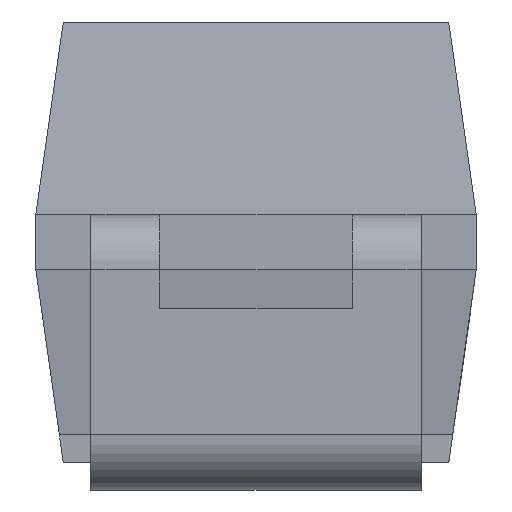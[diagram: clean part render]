
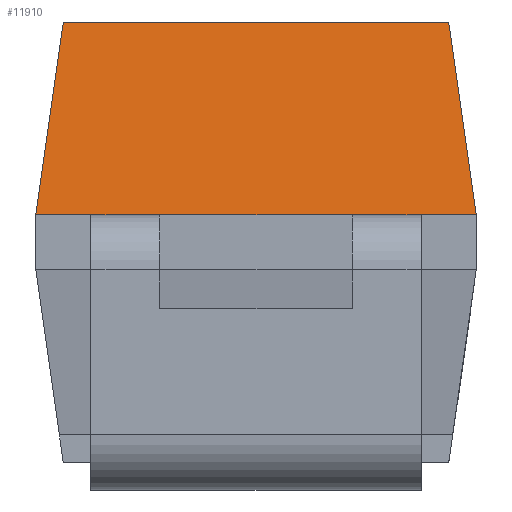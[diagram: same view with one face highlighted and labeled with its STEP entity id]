
A CAD part, left-side view. The second image highlights one B-rep face of the part: STEP entity #11910.
In plain terms, the highlighted planar face has unit normal (-0.99, 0, 0.141).
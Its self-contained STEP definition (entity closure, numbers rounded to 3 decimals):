
#240 = VECTOR ( 'NONE', #8921, 1000. ) ;
#335 = CARTESIAN_POINT ( 'NONE',  ( -1.286, -0.686, 0.896 ) ) ;
#654 = CARTESIAN_POINT ( 'NONE',  ( -1.4, 0.8, 0.1 ) ) ;
#999 = VECTOR ( 'NONE', #3488, 1000. ) ;
#1210 = CARTESIAN_POINT ( 'NONE',  ( -1.4, -0.8, 0.1 ) ) ;
#1329 = VERTEX_POINT ( 'NONE', #3846 ) ;
#1524 = EDGE_CURVE ( 'NONE', #5237, #1329, #8814, .T. ) ;
#1550 = VERTEX_POINT ( 'NONE', #9490 ) ;
#2223 = VERTEX_POINT ( 'NONE', #6725 ) ;
#2269 = DIRECTION ( 'NONE',  ( -0.99, 0., 0.141 ) ) ;
#2431 = ORIENTED_EDGE ( 'NONE', *, *, #8157, .F. ) ;
#2456 = PLANE ( 'NONE',  #9560 ) ;
#2476 = EDGE_CURVE ( 'NONE', #3944, #1329, #12925, .T. ) ;
#2712 = VECTOR ( 'NONE', #9499, 1000. ) ;
#2843 = CARTESIAN_POINT ( 'NONE',  ( -1.4, -0.6, 0.1 ) ) ;
#2943 = CARTESIAN_POINT ( 'NONE',  ( -1.3, -0.7, 0.8 ) ) ;
#3164 = DIRECTION ( 'NONE',  ( 0., 1., 0. ) ) ;
#3410 = VECTOR ( 'NONE', #8194, 1000. ) ;
#3446 = CARTESIAN_POINT ( 'NONE',  ( -1.3, 0., 0.8 ) ) ;
#3488 = DIRECTION ( 'NONE',  ( -0.14, 0.14, -0.98 ) ) ;
#3539 = CARTESIAN_POINT ( 'NONE',  ( -1.4, 0.6, 0.1 ) ) ;
#3755 = EDGE_CURVE ( 'NONE', #13272, #2223, #8791, .T. ) ;
#3846 = CARTESIAN_POINT ( 'NONE',  ( -1.4, 0.8, 0.1 ) ) ;
#3944 = VERTEX_POINT ( 'NONE', #8905 ) ;
#4349 = ORIENTED_EDGE ( 'NONE', *, *, #3755, .F. ) ;
#4409 = ORIENTED_EDGE ( 'NONE', *, *, #2476, .T. ) ;
#4733 = CARTESIAN_POINT ( 'NONE',  ( -1.3, -0.8, 0.8 ) ) ;
#4912 = ORIENTED_EDGE ( 'NONE', *, *, #12762, .F. ) ;
#5237 = VERTEX_POINT ( 'NONE', #3539 ) ;
#5308 = VECTOR ( 'NONE', #13126, 1000. ) ;
#5397 = LINE ( 'NONE', #6197, #10799 ) ;
#5920 = DIRECTION ( 'NONE',  ( 0., -1., 0. ) ) ;
#6197 = CARTESIAN_POINT ( 'NONE',  ( -1.4, -0.6, 0.1 ) ) ;
#6380 = EDGE_LOOP ( 'NONE', ( #4409, #10677, #9544, #2431, #4349, #12648, #12841, #4912 ) ) ;
#6725 = CARTESIAN_POINT ( 'NONE',  ( -1.4, -0.35, 0.1 ) ) ;
#7357 = VECTOR ( 'NONE', #3164, 1000. ) ;
#7612 = DIRECTION ( 'NONE',  ( 0., 1., 0. ) ) ;
#8157 = EDGE_CURVE ( 'NONE', #2223, #1550, #5397, .T. ) ;
#8194 = DIRECTION ( 'NONE',  ( 0., 1., 0. ) ) ;
#8534 = VERTEX_POINT ( 'NONE', #2943 ) ;
#8791 = LINE ( 'NONE', #8983, #240 ) ;
#8814 = LINE ( 'NONE', #654, #5308 ) ;
#8905 = CARTESIAN_POINT ( 'NONE',  ( -1.3, 0.7, 0.8 ) ) ;
#8921 = DIRECTION ( 'NONE',  ( 0., 1., 0. ) ) ;
#8983 = CARTESIAN_POINT ( 'NONE',  ( -1.4, -0.6, 0.1 ) ) ;
#9490 = CARTESIAN_POINT ( 'NONE',  ( -1.4, 0.35, 0.1 ) ) ;
#9499 = DIRECTION ( 'NONE',  ( -0.14, -0.14, -0.98 ) ) ;
#9544 = ORIENTED_EDGE ( 'NONE', *, *, #10450, .F. ) ;
#9560 = AXIS2_PLACEMENT_3D ( 'NONE', #3446, #2269, #7612 ) ;
#9612 = VERTEX_POINT ( 'NONE', #1210 ) ;
#9648 = FACE_OUTER_BOUND ( 'NONE', #6380, .T. ) ;
#10450 = EDGE_CURVE ( 'NONE', #1550, #5237, #12362, .T. ) ;
#10652 = DIRECTION ( 'NONE',  ( 0., 1., 0. ) ) ;
#10677 = ORIENTED_EDGE ( 'NONE', *, *, #1524, .F. ) ;
#10799 = VECTOR ( 'NONE', #10652, 1000. ) ;
#10834 = CARTESIAN_POINT ( 'NONE',  ( -1.4, -0.6, 0.1 ) ) ;
#11124 = LINE ( 'NONE', #4733, #13040 ) ;
#11415 = LINE ( 'NONE', #13497, #7357 ) ;
#11838 = EDGE_CURVE ( 'NONE', #9612, #13272, #11415, .T. ) ;
#11842 = CARTESIAN_POINT ( 'NONE',  ( -1.275, 0.675, 0.978 ) ) ;
#11910 = ADVANCED_FACE ( 'NONE', ( #9648 ), #2456, .T. ) ;
#12362 = LINE ( 'NONE', #2843, #3410 ) ;
#12648 = ORIENTED_EDGE ( 'NONE', *, *, #11838, .F. ) ;
#12762 = EDGE_CURVE ( 'NONE', #3944, #8534, #11124, .T. ) ;
#12781 = LINE ( 'NONE', #335, #2712 ) ;
#12841 = ORIENTED_EDGE ( 'NONE', *, *, #13232, .F. ) ;
#12925 = LINE ( 'NONE', #11842, #999 ) ;
#13040 = VECTOR ( 'NONE', #5920, 1000. ) ;
#13126 = DIRECTION ( 'NONE',  ( 0., 1., 0. ) ) ;
#13232 = EDGE_CURVE ( 'NONE', #8534, #9612, #12781, .T. ) ;
#13272 = VERTEX_POINT ( 'NONE', #10834 ) ;
#13497 = CARTESIAN_POINT ( 'NONE',  ( -1.4, 0.8, 0.1 ) ) ;
